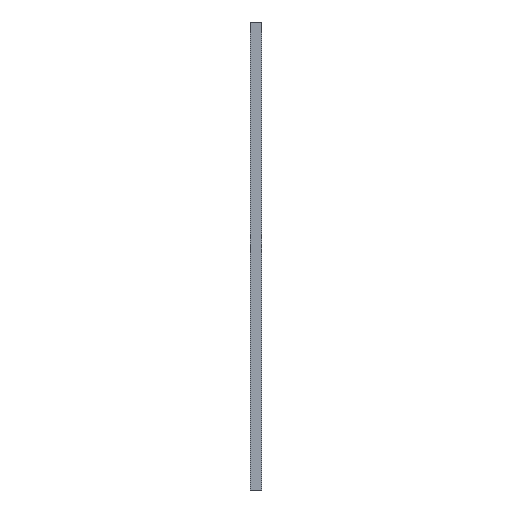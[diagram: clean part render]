
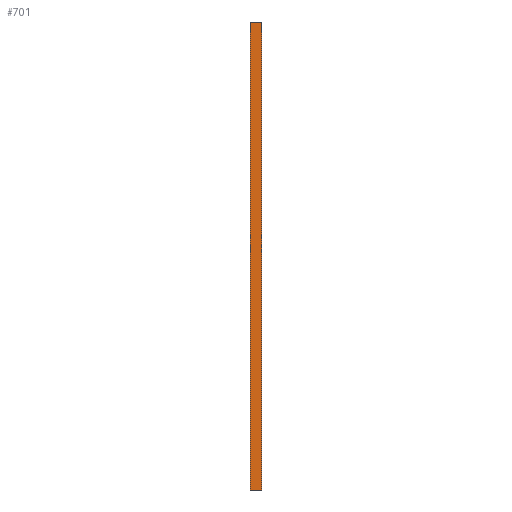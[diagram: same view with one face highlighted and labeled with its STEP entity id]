
A CAD part, left-side view. The second image highlights one B-rep face of the part: STEP entity #701.
In plain terms, the highlighted planar face has unit normal (-1, 0, 0).
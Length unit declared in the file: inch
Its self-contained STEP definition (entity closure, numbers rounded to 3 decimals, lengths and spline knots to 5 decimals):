
#15=LINE('',#1183,#27);
#16=LINE('',#1185,#28);
#17=LINE('',#1187,#29);
#18=LINE('',#1188,#30);
#27=VECTOR('',#1007,0.3937);
#28=VECTOR('',#1008,0.3937);
#29=VECTOR('',#1009,0.3937);
#30=VECTOR('',#1010,0.3937);
#39=PLANE('',#817);
#165=FACE_OUTER_BOUND('',#231,.T.);
#231=EDGE_LOOP('',(#557,#558,#559,#560));
#417=VERTEX_POINT('',#1181);
#418=VERTEX_POINT('',#1182);
#419=VERTEX_POINT('',#1184);
#420=VERTEX_POINT('',#1186);
#485=EDGE_CURVE('',#417,#418,#15,.T.);
#486=EDGE_CURVE('',#417,#419,#16,.T.);
#487=EDGE_CURVE('',#420,#419,#17,.T.);
#488=EDGE_CURVE('',#418,#420,#18,.T.);
#557=ORIENTED_EDGE('',*,*,#485,.F.);
#558=ORIENTED_EDGE('',*,*,#486,.T.);
#559=ORIENTED_EDGE('',*,*,#487,.F.);
#560=ORIENTED_EDGE('',*,*,#488,.F.);
#701=ADVANCED_FACE('',(#165),#39,.T.);
#817=AXIS2_PLACEMENT_3D('',#1180,#1005,#1006);
#1005=DIRECTION('center_axis',(-1.,0.,0.));
#1006=DIRECTION('ref_axis',(0.,0.,1.));
#1007=DIRECTION('',(0.,0.,-1.));
#1008=DIRECTION('',(0.,1.,0.));
#1009=DIRECTION('',(0.,0.,1.));
#1010=DIRECTION('',(0.,1.,0.));
#1180=CARTESIAN_POINT('Origin',(-5.,0.,-5.));
#1181=CARTESIAN_POINT('',(-5.,0.,5.));
#1182=CARTESIAN_POINT('',(-5.,0.,-5.));
#1183=CARTESIAN_POINT('',(-5.,0.,5.));
#1184=CARTESIAN_POINT('',(-5.,0.25,5.));
#1185=CARTESIAN_POINT('',(-5.,0.,5.));
#1186=CARTESIAN_POINT('',(-5.,0.25,-5.));
#1187=CARTESIAN_POINT('',(-5.,0.25,5.));
#1188=CARTESIAN_POINT('',(-5.,0.,-5.));
